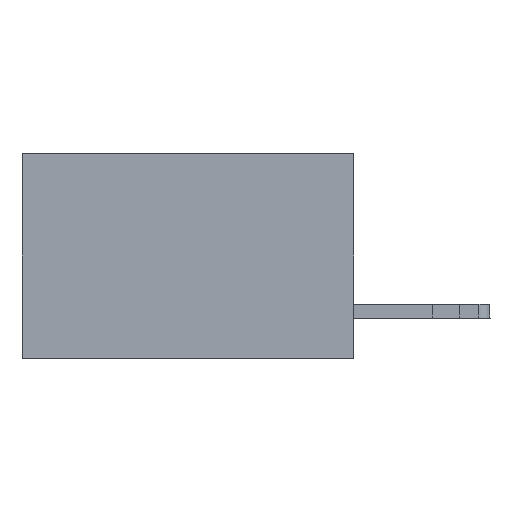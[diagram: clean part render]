
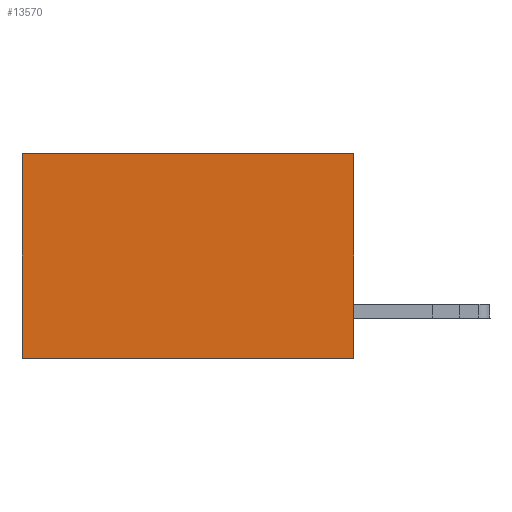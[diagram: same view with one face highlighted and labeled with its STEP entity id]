
A CAD part, left-side view. The second image highlights one B-rep face of the part: STEP entity #13570.
In plain terms, the highlighted planar face has unit normal (-1, 0, 0).
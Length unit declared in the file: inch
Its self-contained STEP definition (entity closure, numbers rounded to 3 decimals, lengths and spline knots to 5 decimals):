
#1846 = EDGE_CURVE ( 'NONE', #34337, #20842, #29612, .T. ) ;
#4035 = EDGE_CURVE ( 'NONE', #17142, #34337, #21333, .T. ) ;
#4262 = EDGE_CURVE ( 'NONE', #17142, #21563, #9245, .T. ) ;
#6676 = VECTOR ( 'NONE', #6860, 39.37008 ) ;
#6860 = DIRECTION ( 'NONE',  ( 0., 1., 0. ) ) ;
#7742 = ORIENTED_EDGE ( 'NONE', *, *, #1846, .F. ) ;
#7814 = DIRECTION ( 'NONE',  ( 0., 0., -1. ) ) ;
#8143 = FACE_OUTER_BOUND ( 'NONE', #12681, .T. ) ;
#8214 = VECTOR ( 'NONE', #20399, 39.37008 ) ;
#8431 = AXIS2_PLACEMENT_3D ( 'NONE', #27126, #32738, #7814 ) ;
#8825 = CARTESIAN_POINT ( 'NONE',  ( 0.2875, 0.6, 0. ) ) ;
#9245 = LINE ( 'NONE', #17693, #6676 ) ;
#9566 = CARTESIAN_POINT ( 'NONE',  ( 0.2875, 0., -0.37 ) ) ;
#10275 = DIRECTION ( 'NONE',  ( 0., 1., 0. ) ) ;
#10323 = CARTESIAN_POINT ( 'NONE',  ( 0.2875, 0.6, -0.37 ) ) ;
#10616 = ORIENTED_EDGE ( 'NONE', *, *, #4262, .T. ) ;
#11453 = ORIENTED_EDGE ( 'NONE', *, *, #4035, .F. ) ;
#12681 = EDGE_LOOP ( 'NONE', ( #22945, #7742, #11453, #10616 ) ) ;
#13566 = PLANE ( 'NONE',  #8431 ) ;
#13570 = ADVANCED_FACE ( 'NONE', ( #8143 ), #13566, .F. ) ;
#15523 = LINE ( 'NONE', #26274, #8214 ) ;
#17142 = VERTEX_POINT ( 'NONE', #24890 ) ;
#17693 = CARTESIAN_POINT ( 'NONE',  ( 0.2875, 0., 0. ) ) ;
#18895 = VECTOR ( 'NONE', #10275, 39.37008 ) ;
#19583 = VECTOR ( 'NONE', #28258, 39.37008 ) ;
#20399 = DIRECTION ( 'NONE',  ( 0., 0., -1. ) ) ;
#20842 = VERTEX_POINT ( 'NONE', #10323 ) ;
#21333 = LINE ( 'NONE', #25532, #19583 ) ;
#21563 = VERTEX_POINT ( 'NONE', #8825 ) ;
#22945 = ORIENTED_EDGE ( 'NONE', *, *, #28265, .T. ) ;
#24890 = CARTESIAN_POINT ( 'NONE',  ( 0.2875, 0., 0. ) ) ;
#25532 = CARTESIAN_POINT ( 'NONE',  ( 0.2875, 0., 0. ) ) ;
#26274 = CARTESIAN_POINT ( 'NONE',  ( 0.2875, 0.6, 0. ) ) ;
#27126 = CARTESIAN_POINT ( 'NONE',  ( 0.2875, 0., 0. ) ) ;
#28258 = DIRECTION ( 'NONE',  ( 0., 0., -1. ) ) ;
#28265 = EDGE_CURVE ( 'NONE', #21563, #20842, #15523, .T. ) ;
#29612 = LINE ( 'NONE', #9566, #18895 ) ;
#32738 = DIRECTION ( 'NONE',  ( 1., 0., 0. ) ) ;
#33781 = CARTESIAN_POINT ( 'NONE',  ( 0.2875, 0., -0.37 ) ) ;
#34337 = VERTEX_POINT ( 'NONE', #33781 ) ;
